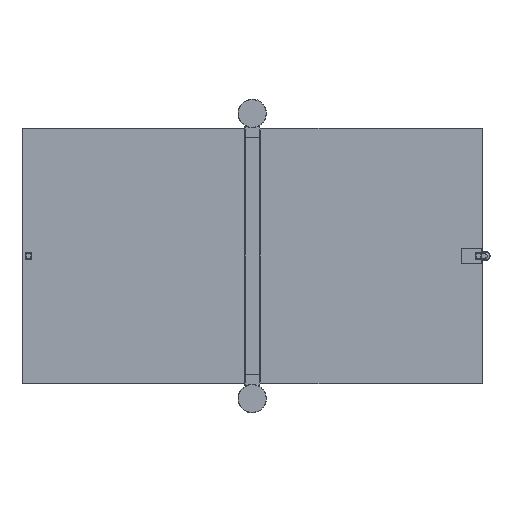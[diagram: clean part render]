
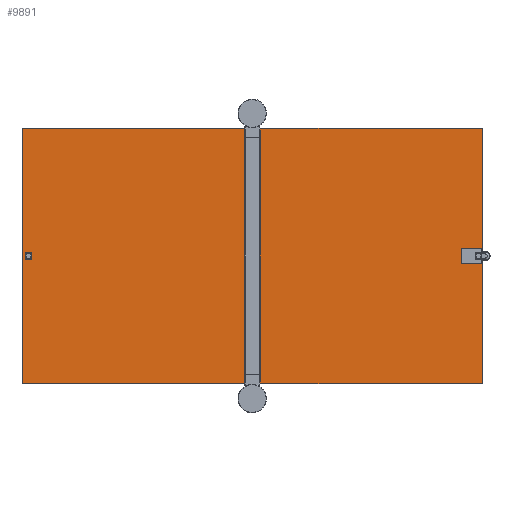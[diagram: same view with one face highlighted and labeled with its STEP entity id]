
A CAD part, left-side view. The second image highlights one B-rep face of the part: STEP entity #9891.
In plain terms, the highlighted planar face has unit normal (-1, 0, 0).
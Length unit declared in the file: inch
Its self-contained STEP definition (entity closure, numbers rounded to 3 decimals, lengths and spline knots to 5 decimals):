
#1090=DIRECTION('',(0.,-1.,0.));
#1091=VECTOR('',#1090,1.181);
#1092=CARTESIAN_POINT('',(2.73035,0.5905,-9.99913));
#1093=LINE('',#1092,#1091);
#1102=DIRECTION('',(0.,1.,0.));
#1103=VECTOR('',#1102,17.4095);
#1104=CARTESIAN_POINT('',(2.73035,0.5905,-9.99913));
#1105=LINE('',#1104,#1103);
#1106=DIRECTION('',(0.,0.,1.));
#1107=VECTOR('',#1106,20.);
#1108=CARTESIAN_POINT('',(2.73035,18.,-10.));
#1109=LINE('',#1108,#1107);
#1110=DIRECTION('',(0.,-1.,0.));
#1111=VECTOR('',#1110,17.4095);
#1112=CARTESIAN_POINT('',(2.73035,18.,10.));
#1113=LINE('',#1112,#1111);
#1114=DIRECTION('',(0.,-1.,0.));
#1115=VECTOR('',#1114,17.4095);
#1116=CARTESIAN_POINT('',(2.73035,-0.5905,9.99978));
#1117=LINE('',#1116,#1115);
#1118=DIRECTION('',(0.,0.,-1.));
#1119=VECTOR('',#1118,9.8425);
#1120=CARTESIAN_POINT('',(2.73035,-18.,10.));
#1121=LINE('',#1120,#1119);
#1122=DIRECTION('',(0.,1.,0.));
#1123=VECTOR('',#1122,0.063);
#1124=CARTESIAN_POINT('',(2.73035,-18.,0.1575));
#1125=LINE('',#1124,#1123);
#1126=DIRECTION('',(0.,0.,-1.));
#1127=VECTOR('',#1126,0.433);
#1128=CARTESIAN_POINT('',(2.73035,-17.937,0.5905));
#1129=LINE('',#1128,#1127);
#1130=DIRECTION('',(0.,1.,0.));
#1131=VECTOR('',#1130,1.575);
#1132=CARTESIAN_POINT('',(2.73035,-17.937,0.5905));
#1133=LINE('',#1132,#1131);
#1134=DIRECTION('',(0.,0.,-1.));
#1135=VECTOR('',#1134,1.181);
#1136=CARTESIAN_POINT('',(2.73035,-16.362,0.5905));
#1137=LINE('',#1136,#1135);
#1138=DIRECTION('',(0.,-1.,0.));
#1139=VECTOR('',#1138,1.575);
#1140=CARTESIAN_POINT('',(2.73035,-16.362,-0.5905));
#1141=LINE('',#1140,#1139);
#1142=DIRECTION('',(0.,0.,-1.));
#1143=VECTOR('',#1142,0.433);
#1144=CARTESIAN_POINT('',(2.73035,-17.937,-0.1575));
#1145=LINE('',#1144,#1143);
#1146=DIRECTION('',(0.,1.,0.));
#1147=VECTOR('',#1146,0.063);
#1148=CARTESIAN_POINT('',(2.73035,-18.,-0.1575));
#1149=LINE('',#1148,#1147);
#1150=DIRECTION('',(0.,0.,-1.));
#1151=VECTOR('',#1150,9.8425);
#1152=CARTESIAN_POINT('',(2.73035,-18.,-0.1575));
#1153=LINE('',#1152,#1151);
#1154=DIRECTION('',(0.,1.,0.));
#1155=VECTOR('',#1154,17.4095);
#1156=CARTESIAN_POINT('',(2.73035,-18.,-10.));
#1157=LINE('',#1156,#1155);
#1158=CARTESIAN_POINT('',(2.73035,17.74,-0.24));
#1159=DIRECTION('',(-1.,0.,0.));
#1160=DIRECTION('',(0.,1.,0.));
#1161=AXIS2_PLACEMENT_3D('',#1158,#1159,#1160);
#1163=DIRECTION('',(0.,1.,0.));
#1164=VECTOR('',#1163,0.48);
#1165=CARTESIAN_POINT('',(2.73035,17.26,-0.25));
#1166=LINE('',#1165,#1164);
#1167=CARTESIAN_POINT('',(2.73035,17.26,-0.24));
#1168=DIRECTION('',(-1.,0.,0.));
#1169=DIRECTION('',(0.,0.,-1.));
#1170=AXIS2_PLACEMENT_3D('',#1167,#1168,#1169);
#1172=DIRECTION('',(0.,0.,-1.));
#1173=VECTOR('',#1172,0.48);
#1174=CARTESIAN_POINT('',(2.73035,17.25,0.24));
#1175=LINE('',#1174,#1173);
#1176=CARTESIAN_POINT('',(2.73035,17.26,0.24));
#1177=DIRECTION('',(-1.,0.,0.));
#1178=DIRECTION('',(0.,-1.,0.));
#1179=AXIS2_PLACEMENT_3D('',#1176,#1177,#1178);
#1181=DIRECTION('',(0.,-1.,0.));
#1182=VECTOR('',#1181,0.48);
#1183=CARTESIAN_POINT('',(2.73035,17.74,0.25));
#1184=LINE('',#1183,#1182);
#1185=CARTESIAN_POINT('',(2.73035,17.74,0.24));
#1186=DIRECTION('',(-1.,0.,0.));
#1187=DIRECTION('',(0.,0.,1.));
#1188=AXIS2_PLACEMENT_3D('',#1185,#1186,#1187);
#1190=DIRECTION('',(0.,0.,1.));
#1191=VECTOR('',#1190,0.48);
#1192=CARTESIAN_POINT('',(2.73035,17.75,-0.24));
#1193=LINE('',#1192,#1191);
#5424=DIRECTION('',(0.,1.,0.));
#5425=VECTOR('',#5424,1.181);
#5426=CARTESIAN_POINT('',(2.73035,-0.5905,9.99978));
#5427=LINE('',#5426,#5425);
#6500=DIRECTION('',(0.,0.707,0.707));
#6501=VECTOR('',#6500,0.18102);
#6502=CARTESIAN_POINT('',(2.73035,-0.6,9.813));
#6503=LINE('',#6502,#6501);
#6508=DIRECTION('',(0.,0.,1.));
#6509=VECTOR('',#6508,19.626);
#6510=CARTESIAN_POINT('',(2.73035,-0.6,-9.813));
#6511=LINE('',#6510,#6509);
#6528=DIRECTION('',(0.,0.707,-0.707));
#6529=VECTOR('',#6528,0.18102);
#6530=CARTESIAN_POINT('',(2.73035,-0.6,-9.813));
#6531=LINE('',#6530,#6529);
#6546=DIRECTION('',(0.,-1.,0.));
#6547=VECTOR('',#6546,0.944);
#6548=CARTESIAN_POINT('',(2.73035,0.472,-9.941));
#6549=LINE('',#6548,#6547);
#6566=DIRECTION('',(0.,-0.707,-0.707));
#6567=VECTOR('',#6566,0.18102);
#6568=CARTESIAN_POINT('',(2.73035,0.6,-9.813));
#6569=LINE('',#6568,#6567);
#6574=DIRECTION('',(0.,0.,-1.));
#6575=VECTOR('',#6574,19.626);
#6576=CARTESIAN_POINT('',(2.73035,0.6,9.813));
#6577=LINE('',#6576,#6575);
#6594=DIRECTION('',(0.,-0.707,0.707));
#6595=VECTOR('',#6594,0.18102);
#6596=CARTESIAN_POINT('',(2.73035,0.6,9.813));
#6597=LINE('',#6596,#6595);
#6612=DIRECTION('',(0.,1.,0.));
#6613=VECTOR('',#6612,0.944);
#6614=CARTESIAN_POINT('',(2.73035,-0.472,9.941));
#6615=LINE('',#6614,#6613);
#7586=CARTESIAN_POINT('',(2.73035,18.,-10.));
#7587=VERTEX_POINT('',#7586);
#7588=CARTESIAN_POINT('',(2.73035,-18.,-10.));
#7589=VERTEX_POINT('',#7588);
#7590=CARTESIAN_POINT('',(2.73035,18.,10.));
#7591=VERTEX_POINT('',#7590);
#7592=CARTESIAN_POINT('',(2.73035,-18.,10.));
#7593=VERTEX_POINT('',#7592);
#7647=CARTESIAN_POINT('',(2.73035,17.75,-0.24));
#7648=CARTESIAN_POINT('',(2.73035,17.74,-0.25));
#7649=VERTEX_POINT('',#7647);
#7650=VERTEX_POINT('',#7648);
#7651=CARTESIAN_POINT('',(2.73035,17.75,0.24));
#7652=VERTEX_POINT('',#7651);
#7653=CARTESIAN_POINT('',(2.73035,17.74,0.25));
#7654=VERTEX_POINT('',#7653);
#7655=CARTESIAN_POINT('',(2.73035,17.26,0.25));
#7656=VERTEX_POINT('',#7655);
#7657=CARTESIAN_POINT('',(2.73035,17.25,0.24));
#7658=VERTEX_POINT('',#7657);
#7659=CARTESIAN_POINT('',(2.73035,17.25,-0.24));
#7660=VERTEX_POINT('',#7659);
#7661=CARTESIAN_POINT('',(2.73035,17.26,-0.25));
#7662=VERTEX_POINT('',#7661);
#7675=CARTESIAN_POINT('',(2.73035,-18.,0.1575));
#7676=CARTESIAN_POINT('',(2.73035,-18.,-0.1575));
#7677=VERTEX_POINT('',#7675);
#7678=VERTEX_POINT('',#7676);
#7679=CARTESIAN_POINT('',(2.73035,-17.937,0.5905));
#7680=CARTESIAN_POINT('',(2.73035,-16.362,0.5905));
#7681=VERTEX_POINT('',#7679);
#7682=VERTEX_POINT('',#7680);
#7683=CARTESIAN_POINT('',(2.73035,-16.362,-0.5905));
#7684=VERTEX_POINT('',#7683);
#7685=CARTESIAN_POINT('',(2.73035,-17.937,-0.5905));
#7686=VERTEX_POINT('',#7685);
#7687=CARTESIAN_POINT('',(2.73035,-17.937,-0.1575));
#7688=VERTEX_POINT('',#7687);
#7689=CARTESIAN_POINT('',(2.73035,-17.937,0.1575));
#7690=VERTEX_POINT('',#7689);
#7765=CARTESIAN_POINT('',(2.73035,0.5905,-9.99913));
#7767=VERTEX_POINT('',#7765);
#7769=CARTESIAN_POINT('',(2.73035,-0.5905,-9.99913));
#7771=VERTEX_POINT('',#7769);
#7773=CARTESIAN_POINT('',(2.73035,-0.5905,9.99978));
#7775=VERTEX_POINT('',#7773);
#7777=CARTESIAN_POINT('',(2.73035,0.5905,9.99978));
#7779=VERTEX_POINT('',#7777);
#7780=CARTESIAN_POINT('',(2.73035,0.472,-9.941));
#7781=CARTESIAN_POINT('',(2.73035,-0.472,-9.941));
#7782=VERTEX_POINT('',#7780);
#7783=VERTEX_POINT('',#7781);
#7784=CARTESIAN_POINT('',(2.73035,-0.6,-9.813));
#7785=VERTEX_POINT('',#7784);
#7786=CARTESIAN_POINT('',(2.73035,-0.6,9.813));
#7787=VERTEX_POINT('',#7786);
#7788=CARTESIAN_POINT('',(2.73035,-0.472,9.941));
#7789=VERTEX_POINT('',#7788);
#7790=CARTESIAN_POINT('',(2.73035,0.472,9.941));
#7791=VERTEX_POINT('',#7790);
#7792=CARTESIAN_POINT('',(2.73035,0.6,9.813));
#7793=VERTEX_POINT('',#7792);
#7794=CARTESIAN_POINT('',(2.73035,0.6,-9.813));
#7795=VERTEX_POINT('',#7794);
#9818=CARTESIAN_POINT('',(2.73035,0.,0.));
#9819=DIRECTION('',(-1.,0.,0.));
#9820=DIRECTION('',(0.,0.,1.));
#9821=AXIS2_PLACEMENT_3D('',#9818,#9819,#9820);
#9822=PLANE('',#9821);
#9823=ORIENTED_EDGE('',*,*,#9433,.T.);
#9825=ORIENTED_EDGE('',*,*,#9824,.T.);
#9827=ORIENTED_EDGE('',*,*,#9826,.T.);
#9829=ORIENTED_EDGE('',*,*,#9828,.F.);
#9831=ORIENTED_EDGE('',*,*,#9830,.T.);
#9833=ORIENTED_EDGE('',*,*,#9832,.T.);
#9835=ORIENTED_EDGE('',*,*,#9834,.T.);
#9837=ORIENTED_EDGE('',*,*,#9836,.F.);
#9839=ORIENTED_EDGE('',*,*,#9838,.T.);
#9841=ORIENTED_EDGE('',*,*,#9840,.T.);
#9843=ORIENTED_EDGE('',*,*,#9842,.T.);
#9845=ORIENTED_EDGE('',*,*,#9844,.F.);
#9847=ORIENTED_EDGE('',*,*,#9846,.F.);
#9849=ORIENTED_EDGE('',*,*,#9848,.T.);
#9851=ORIENTED_EDGE('',*,*,#9850,.T.);
#9852=ORIENTED_EDGE('',*,*,#9809,.F.);
#9853=EDGE_LOOP('',(#9823,#9825,#9827,#9829,#9831,#9833,#9835,#9837,#9839,#9841,
#9843,#9845,#9847,#9849,#9851,#9852));
#9854=FACE_OUTER_BOUND('',#9853,.F.);
#9856=ORIENTED_EDGE('',*,*,#9855,.T.);
#9858=ORIENTED_EDGE('',*,*,#9857,.F.);
#9860=ORIENTED_EDGE('',*,*,#9859,.T.);
#9862=ORIENTED_EDGE('',*,*,#9861,.F.);
#9864=ORIENTED_EDGE('',*,*,#9863,.T.);
#9866=ORIENTED_EDGE('',*,*,#9865,.F.);
#9868=ORIENTED_EDGE('',*,*,#9867,.T.);
#9870=ORIENTED_EDGE('',*,*,#9869,.F.);
#9871=EDGE_LOOP('',(#9856,#9858,#9860,#9862,#9864,#9866,#9868,#9870));
#9872=FACE_BOUND('',#9871,.F.);
#9874=ORIENTED_EDGE('',*,*,#9873,.T.);
#9876=ORIENTED_EDGE('',*,*,#9875,.F.);
#9878=ORIENTED_EDGE('',*,*,#9877,.T.);
#9880=ORIENTED_EDGE('',*,*,#9879,.T.);
#9882=ORIENTED_EDGE('',*,*,#9881,.T.);
#9884=ORIENTED_EDGE('',*,*,#9883,.F.);
#9886=ORIENTED_EDGE('',*,*,#9885,.T.);
#9888=ORIENTED_EDGE('',*,*,#9887,.T.);
#9889=EDGE_LOOP('',(#9874,#9876,#9878,#9880,#9882,#9884,#9886,#9888));
#9890=FACE_BOUND('',#9889,.F.);
#9891=ADVANCED_FACE('',(#9854,#9872,#9890),#9822,.T.);
#1162=CIRCLE('',#1161,0.01);
#1171=CIRCLE('',#1170,0.01);
#1180=CIRCLE('',#1179,0.01);
#1189=CIRCLE('',#1188,0.01);
#9433=EDGE_CURVE('',#7767,#7587,#1105,.T.);
#9809=EDGE_CURVE('',#7767,#7771,#1093,.T.);
#9824=EDGE_CURVE('',#7587,#7591,#1109,.T.);
#9826=EDGE_CURVE('',#7591,#7779,#1113,.T.);
#9828=EDGE_CURVE('',#7775,#7779,#5427,.T.);
#9830=EDGE_CURVE('',#7775,#7593,#1117,.T.);
#9832=EDGE_CURVE('',#7593,#7677,#1121,.T.);
#9834=EDGE_CURVE('',#7677,#7690,#1125,.T.);
#9836=EDGE_CURVE('',#7681,#7690,#1129,.T.);
#9838=EDGE_CURVE('',#7681,#7682,#1133,.T.);
#9840=EDGE_CURVE('',#7682,#7684,#1137,.T.);
#9842=EDGE_CURVE('',#7684,#7686,#1141,.T.);
#9844=EDGE_CURVE('',#7688,#7686,#1145,.T.);
#9846=EDGE_CURVE('',#7678,#7688,#1149,.T.);
#9848=EDGE_CURVE('',#7678,#7589,#1153,.T.);
#9850=EDGE_CURVE('',#7589,#7771,#1157,.T.);
#9855=EDGE_CURVE('',#7649,#7650,#1162,.T.);
#9857=EDGE_CURVE('',#7662,#7650,#1166,.T.);
#9859=EDGE_CURVE('',#7662,#7660,#1171,.T.);
#9861=EDGE_CURVE('',#7658,#7660,#1175,.T.);
#9863=EDGE_CURVE('',#7658,#7656,#1180,.T.);
#9865=EDGE_CURVE('',#7654,#7656,#1184,.T.);
#9867=EDGE_CURVE('',#7654,#7652,#1189,.T.);
#9869=EDGE_CURVE('',#7649,#7652,#1193,.T.);
#9873=EDGE_CURVE('',#7782,#7783,#6549,.T.);
#9875=EDGE_CURVE('',#7785,#7783,#6531,.T.);
#9877=EDGE_CURVE('',#7785,#7787,#6511,.T.);
#9879=EDGE_CURVE('',#7787,#7789,#6503,.T.);
#9881=EDGE_CURVE('',#7789,#7791,#6615,.T.);
#9883=EDGE_CURVE('',#7793,#7791,#6597,.T.);
#9885=EDGE_CURVE('',#7793,#7795,#6577,.T.);
#9887=EDGE_CURVE('',#7795,#7782,#6569,.T.);
